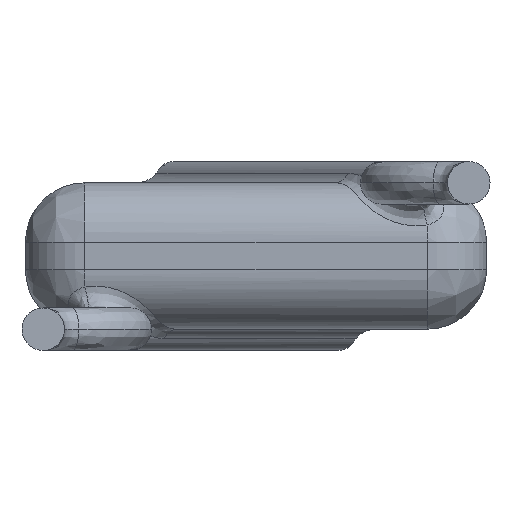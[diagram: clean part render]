
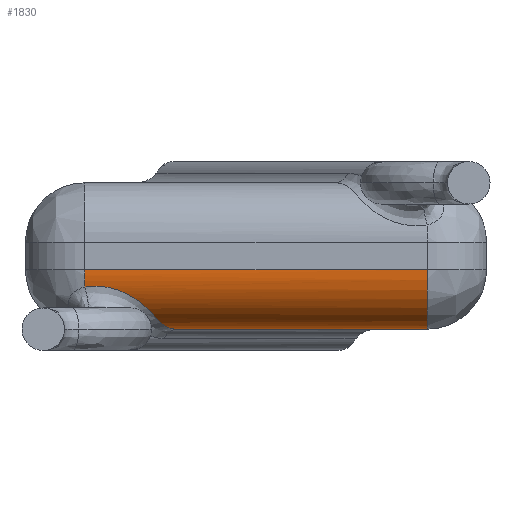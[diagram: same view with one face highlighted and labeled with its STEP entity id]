
A CAD part, front view. The second image highlights one B-rep face of the part: STEP entity #1830.
In plain terms, the highlighted cylindrical face has radius 0.7 mm (diameter 1.4 mm), a partial arc.
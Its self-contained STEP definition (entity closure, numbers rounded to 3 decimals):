
#113 = EDGE_CURVE ( 'NONE', #141, #3282, #1312, .T. ) ;
#123 = ORIENTED_EDGE ( 'NONE', *, *, #2335, .T. ) ;
#141 = VERTEX_POINT ( 'NONE', #3562 ) ;
#162 = CARTESIAN_POINT ( 'NONE',  ( -1.364, 0.113, -0.542 ) ) ;
#232 = CARTESIAN_POINT ( 'NONE',  ( -1.217, 0.234, -0.682 ) ) ;
#439 = CARTESIAN_POINT ( 'NONE',  ( 2.01, 0., -0.16 ) ) ;
#447 = FACE_OUTER_BOUND ( 'NONE', #1649, .T. ) ;
#459 = VERTEX_POINT ( 'NONE', #2517 ) ;
#489 = LINE ( 'NONE', #2439, #1022 ) ;
#498 = CARTESIAN_POINT ( 'NONE',  ( -1.756, 0.03, -0.363 ) ) ;
#515 = CARTESIAN_POINT ( 'NONE',  ( -1.135, 0.354, -0.769 ) ) ;
#531 = CARTESIAN_POINT ( 'NONE',  ( -1.694, 0.034, -0.376 ) ) ;
#691 = VERTEX_POINT ( 'NONE', #439 ) ;
#776 = CARTESIAN_POINT ( 'NONE',  ( -0.984, 0.619, -0.86 ) ) ;
#829 = CARTESIAN_POINT ( 'NONE',  ( -1.437, 0.082, -0.489 ) ) ;
#846 = CARTESIAN_POINT ( 'NONE',  ( -1.883, 0.027, -0.352 ) ) ;
#855 = B_SPLINE_CURVE_WITH_KNOTS ( 'NONE', 3,
 ( #3583, #1073, #846, #498, #531, #2304, #2941, #829, #1764, #3522, #162, #2994, #2051, #2328, #3844, #3862, #2342, #3279, #232, #3544, #1097, #3563, #2016, #3239, #515, #2033, #776, #1742 ),
 .UNSPECIFIED., .F., .F.,
 ( 4, 2, 2, 2, 2, 2, 2, 2, 1, 1, 2, 2, 2, 2, 4 ),
 ( 0., 0.125, 0.25, 0.375, 0.438, 0.469, 0.5, 0.563, 0.594, 0.609, 0.617, 0.625, 0.688, 0.75, 1. ),
 .UNSPECIFIED. ) ;
#867 = ORIENTED_EDGE ( 'NONE', *, *, #2983, .T. ) ;
#922 = ORIENTED_EDGE ( 'NONE', *, *, #3014, .T. ) ;
#1022 = VECTOR ( 'NONE', #1418, 1000. ) ;
#1073 = CARTESIAN_POINT ( 'NONE',  ( -1.948, 0.027, -0.354 ) ) ;
#1097 = CARTESIAN_POINT ( 'NONE',  ( -1.209, 0.243, -0.691 ) ) ;
#1312 = CIRCLE ( 'NONE', #1896, 0.7 ) ;
#1386 = EDGE_CURVE ( 'NONE', #3282, #3766, #855, .T. ) ;
#1418 = DIRECTION ( 'NONE',  ( 1., 0., 0. ) ) ;
#1515 = CARTESIAN_POINT ( 'NONE',  ( -2.01, 0.031, -0.365 ) ) ;
#1594 = AXIS2_PLACEMENT_3D ( 'NONE', #3471, #3740, #3164 ) ;
#1649 = EDGE_LOOP ( 'NONE', ( #123, #867, #3686, #2136, #922 ) ) ;
#1682 = CARTESIAN_POINT ( 'NONE',  ( 2.71, 0., -0.16 ) ) ;
#1742 = CARTESIAN_POINT ( 'NONE',  ( -0.924, 0.7, -0.86 ) ) ;
#1764 = CARTESIAN_POINT ( 'NONE',  ( -1.412, 0.091, -0.506 ) ) ;
#1797 = CARTESIAN_POINT ( 'NONE',  ( 2.71, 0.7, -0.16 ) ) ;
#1830 = ADVANCED_FACE ( 'NONE', ( #447 ), #2911, .T. ) ;
#1896 = AXIS2_PLACEMENT_3D ( 'NONE', #2341, #3581, #3198 ) ;
#1980 = VECTOR ( 'NONE', #3557, 1000. ) ;
#2016 = CARTESIAN_POINT ( 'NONE',  ( -1.182, 0.279, -0.72 ) ) ;
#2033 = CARTESIAN_POINT ( 'NONE',  ( -1.048, 0.507, -0.847 ) ) ;
#2051 = CARTESIAN_POINT ( 'NONE',  ( -1.329, 0.134, -0.571 ) ) ;
#2121 = DIRECTION ( 'NONE',  ( -1., 0., 0. ) ) ;
#2136 = ORIENTED_EDGE ( 'NONE', *, *, #1386, .T. ) ;
#2304 = CARTESIAN_POINT ( 'NONE',  ( -1.572, 0.048, -0.416 ) ) ;
#2328 = CARTESIAN_POINT ( 'NONE',  ( -1.3, 0.153, -0.597 ) ) ;
#2335 = EDGE_CURVE ( 'NONE', #459, #691, #3318, .T. ) ;
#2341 = CARTESIAN_POINT ( 'NONE',  ( -2.01, 0.7, -0.16 ) ) ;
#2342 = CARTESIAN_POINT ( 'NONE',  ( -1.24, 0.208, -0.658 ) ) ;
#2370 = AXIS2_PLACEMENT_3D ( 'NONE', #1797, #2121, #2394 ) ;
#2394 = DIRECTION ( 'NONE',  ( 0., 0., 1. ) ) ;
#2439 = CARTESIAN_POINT ( 'NONE',  ( 2.71, 0.7, -0.86 ) ) ;
#2517 = CARTESIAN_POINT ( 'NONE',  ( 2.01, 0.7, -0.86 ) ) ;
#2911 = CYLINDRICAL_SURFACE ( 'NONE', #2370, 0.7 ) ;
#2941 = CARTESIAN_POINT ( 'NONE',  ( -1.516, 0.058, -0.442 ) ) ;
#2983 = EDGE_CURVE ( 'NONE', #691, #141, #3491, .T. ) ;
#2994 = CARTESIAN_POINT ( 'NONE',  ( -1.341, 0.126, -0.561 ) ) ;
#2995 = CARTESIAN_POINT ( 'NONE',  ( -0.924, 0.7, -0.86 ) ) ;
#3014 = EDGE_CURVE ( 'NONE', #3766, #459, #489, .T. ) ;
#3164 = DIRECTION ( 'NONE',  ( 0., 0., 1. ) ) ;
#3198 = DIRECTION ( 'NONE',  ( 0., 0., 1. ) ) ;
#3239 = CARTESIAN_POINT ( 'NONE',  ( -1.152, 0.325, -0.752 ) ) ;
#3279 = CARTESIAN_POINT ( 'NONE',  ( -1.224, 0.226, -0.675 ) ) ;
#3282 = VERTEX_POINT ( 'NONE', #1515 ) ;
#3318 = CIRCLE ( 'NONE', #1594, 0.7 ) ;
#3471 = CARTESIAN_POINT ( 'NONE',  ( 2.01, 0.7, -0.16 ) ) ;
#3491 = LINE ( 'NONE', #1682, #1980 ) ;
#3522 = CARTESIAN_POINT ( 'NONE',  ( -1.376, 0.107, -0.533 ) ) ;
#3544 = CARTESIAN_POINT ( 'NONE',  ( -1.212, 0.24, -0.687 ) ) ;
#3557 = DIRECTION ( 'NONE',  ( -1., 0., 0. ) ) ;
#3562 = CARTESIAN_POINT ( 'NONE',  ( -2.01, 0., -0.16 ) ) ;
#3563 = CARTESIAN_POINT ( 'NONE',  ( -1.196, 0.261, -0.705 ) ) ;
#3581 = DIRECTION ( 'NONE',  ( 1., 0., 0. ) ) ;
#3583 = CARTESIAN_POINT ( 'NONE',  ( -2.01, 0.031, -0.365 ) ) ;
#3686 = ORIENTED_EDGE ( 'NONE', *, *, #113, .T. ) ;
#3740 = DIRECTION ( 'NONE',  ( -1., 0., 0. ) ) ;
#3766 = VERTEX_POINT ( 'NONE', #2995 ) ;
#3844 = CARTESIAN_POINT ( 'NONE',  ( -1.281, 0.167, -0.615 ) ) ;
#3862 = CARTESIAN_POINT ( 'NONE',  ( -1.254, 0.194, -0.643 ) ) ;
